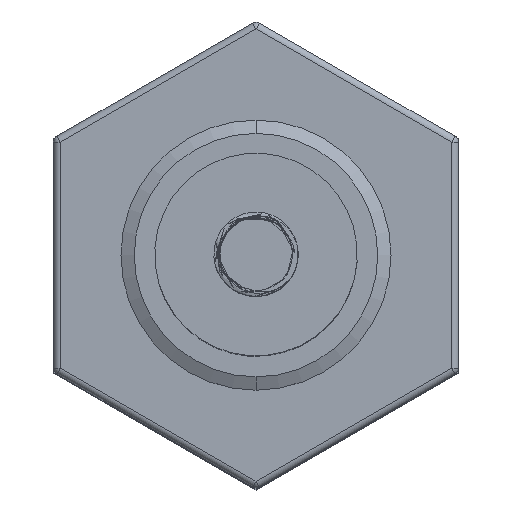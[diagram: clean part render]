
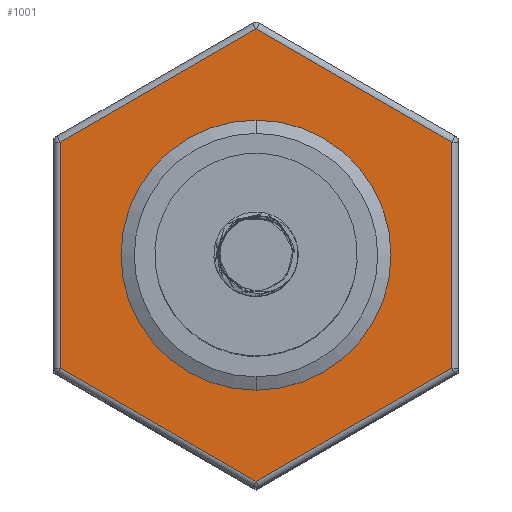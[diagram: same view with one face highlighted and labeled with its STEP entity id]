
A CAD part, top view. The second image highlights one B-rep face of the part: STEP entity #1001.
In plain terms, the highlighted planar face has unit normal (0, 0, 1).
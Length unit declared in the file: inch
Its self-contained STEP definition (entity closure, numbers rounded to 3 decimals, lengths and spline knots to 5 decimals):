
#224 = DIRECTION ( 'NONE',  ( 0.5, -0.866, 0. ) ) ;
#516 = AXIS2_PLACEMENT_3D ( 'NONE', #3088, #6512, #224 ) ;
#521 = VERTEX_POINT ( 'NONE', #5338 ) ;
#706 = CARTESIAN_POINT ( 'NONE',  ( 0.725, 0.43301, 1.987 ) ) ;
#831 = AXIS2_PLACEMENT_3D ( 'NONE', #2560, #8780, #13855 ) ;
#1001 = ADVANCED_FACE ( 'NONE', ( #10890, #9475 ), #14468, .T. ) ;
#1179 = CARTESIAN_POINT ( 'NONE',  ( -0.23713, 0.41072, 1.987 ) ) ;
#1750 = CARTESIAN_POINT ( 'NONE',  ( 0.23713, -0.41072, 1.987 ) ) ;
#1995 = CARTESIAN_POINT ( 'NONE',  ( -0.725, -0.43301, 1.987 ) ) ;
#2560 = CARTESIAN_POINT ( 'NONE',  ( 0., 0., 1.987 ) ) ;
#3088 = CARTESIAN_POINT ( 'NONE',  ( 0.75, 1.29904, 1.987 ) ) ;
#3104 = CARTESIAN_POINT ( 'NONE',  ( -0.0125, 0.84437, 1.987 ) ) ;
#3358 = DIRECTION ( 'NONE',  ( 0., 1., 0. ) ) ;
#3635 = DIRECTION ( 'NONE',  ( -0.866, -0.5, 0. ) ) ;
#3699 = DIRECTION ( 'NONE',  ( 0.866, -0.5, 0. ) ) ;
#3883 = VECTOR ( 'NONE', #12652, 39.37008 ) ;
#3915 = AXIS2_PLACEMENT_3D ( 'NONE', #4627, #7276, #13363 ) ;
#3986 = VERTEX_POINT ( 'NONE', #4821 ) ;
#4627 = CARTESIAN_POINT ( 'NONE',  ( 0., 0., 1.987 ) ) ;
#4821 = CARTESIAN_POINT ( 'NONE',  ( 0., 0.83716, 1.987 ) ) ;
#4869 = VERTEX_POINT ( 'NONE', #9738 ) ;
#4878 = LINE ( 'NONE', #9957, #13333 ) ;
#4946 = EDGE_CURVE ( 'NONE', #4869, #6482, #13972, .T. ) ;
#4992 = CARTESIAN_POINT ( 'NONE',  ( 0.7375, -0.41136, 1.987 ) ) ;
#5307 = CARTESIAN_POINT ( 'NONE',  ( 0.725, -0.41858, 1.987 ) ) ;
#5338 = CARTESIAN_POINT ( 'NONE',  ( -0.725, -0.41858, 1.987 ) ) ;
#5498 = ORIENTED_EDGE ( 'NONE', *, *, #8789, .T. ) ;
#5558 = ORIENTED_EDGE ( 'NONE', *, *, #6586, .F. ) ;
#6131 = DIRECTION ( 'NONE',  ( 0., -1., 0. ) ) ;
#6482 = VERTEX_POINT ( 'NONE', #5307 ) ;
#6512 = DIRECTION ( 'NONE',  ( 0., 0., 1. ) ) ;
#6586 = EDGE_CURVE ( 'NONE', #9778, #13841, #14005, .T. ) ;
#6909 = DIRECTION ( 'NONE',  ( -0.866, 0.5, 0. ) ) ;
#7276 = DIRECTION ( 'NONE',  ( 0., 0., 1. ) ) ;
#7410 = LINE ( 'NONE', #706, #15066 ) ;
#8198 = VECTOR ( 'NONE', #6131, 39.37008 ) ;
#8412 = EDGE_CURVE ( 'NONE', #521, #4869, #12514, .T. ) ;
#8780 = DIRECTION ( 'NONE',  ( 0., 0., 1. ) ) ;
#8789 = EDGE_CURVE ( 'NONE', #12577, #3986, #10590, .T. ) ;
#9475 = FACE_OUTER_BOUND ( 'NONE', #15392, .T. ) ;
#9738 = CARTESIAN_POINT ( 'NONE',  ( 0., -0.83716, 1.987 ) ) ;
#9778 = VERTEX_POINT ( 'NONE', #1750 ) ;
#9957 = CARTESIAN_POINT ( 'NONE',  ( -0.7375, 0.41136, 1.987 ) ) ;
#10071 = EDGE_LOOP ( 'NONE', ( #13418, #5558 ) ) ;
#10158 = EDGE_CURVE ( 'NONE', #13841, #9778, #11715, .T. ) ;
#10417 = ORIENTED_EDGE ( 'NONE', *, *, #15130, .T. ) ;
#10590 = LINE ( 'NONE', #3104, #14726 ) ;
#10708 = VERTEX_POINT ( 'NONE', #12435 ) ;
#10890 = FACE_BOUND ( 'NONE', #10071, .T. ) ;
#11715 = CIRCLE ( 'NONE', #831, 0.47425 ) ;
#12032 = ORIENTED_EDGE ( 'NONE', *, *, #12065, .T. ) ;
#12065 = EDGE_CURVE ( 'NONE', #3986, #10708, #4878, .T. ) ;
#12435 = CARTESIAN_POINT ( 'NONE',  ( -0.725, 0.41858, 1.987 ) ) ;
#12514 = LINE ( 'NONE', #16243, #16298 ) ;
#12577 = VERTEX_POINT ( 'NONE', #15008 ) ;
#12652 = DIRECTION ( 'NONE',  ( 0.866, 0.5, 0. ) ) ;
#13333 = VECTOR ( 'NONE', #3635, 39.37008 ) ;
#13363 = DIRECTION ( 'NONE',  ( 0.5, -0.866, 0. ) ) ;
#13418 = ORIENTED_EDGE ( 'NONE', *, *, #10158, .F. ) ;
#13841 = VERTEX_POINT ( 'NONE', #1179 ) ;
#13855 = DIRECTION ( 'NONE',  ( 0.5, -0.866, 0. ) ) ;
#13972 = LINE ( 'NONE', #4992, #3883 ) ;
#14005 = CIRCLE ( 'NONE', #3915, 0.47425 ) ;
#14007 = ORIENTED_EDGE ( 'NONE', *, *, #14231, .T. ) ;
#14231 = EDGE_CURVE ( 'NONE', #10708, #521, #16193, .T. ) ;
#14241 = ORIENTED_EDGE ( 'NONE', *, *, #4946, .T. ) ;
#14468 = PLANE ( 'NONE',  #516 ) ;
#14726 = VECTOR ( 'NONE', #6909, 39.37008 ) ;
#15008 = CARTESIAN_POINT ( 'NONE',  ( 0.725, 0.41858, 1.987 ) ) ;
#15066 = VECTOR ( 'NONE', #3358, 39.37008 ) ;
#15130 = EDGE_CURVE ( 'NONE', #6482, #12577, #7410, .T. ) ;
#15392 = EDGE_LOOP ( 'NONE', ( #5498, #12032, #14007, #15853, #14241, #10417 ) ) ;
#15853 = ORIENTED_EDGE ( 'NONE', *, *, #8412, .T. ) ;
#16193 = LINE ( 'NONE', #1995, #8198 ) ;
#16243 = CARTESIAN_POINT ( 'NONE',  ( 0.0125, -0.84437, 1.987 ) ) ;
#16298 = VECTOR ( 'NONE', #3699, 39.37008 ) ;
